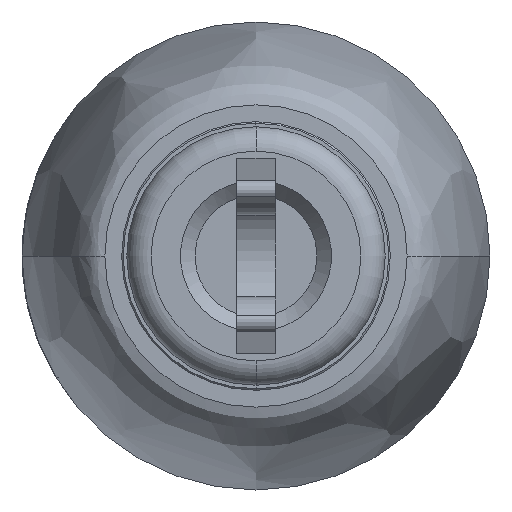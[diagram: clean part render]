
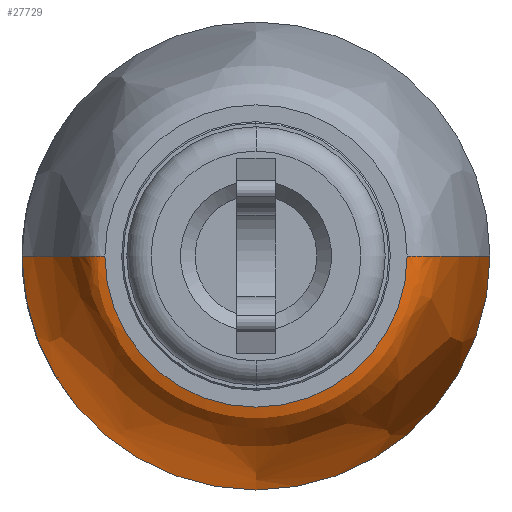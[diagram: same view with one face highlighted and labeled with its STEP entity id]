
A CAD part, left-side view. The second image highlights one B-rep face of the part: STEP entity #27729.
In plain terms, the highlighted free-form (B-spline) face has degree [3, 3] with [6, 4] control points.
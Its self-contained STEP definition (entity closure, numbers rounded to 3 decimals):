
#143 = CARTESIAN_POINT ( 'NONE',  ( 6.753, -4.294, 0. ) ) ;
#805 = ORIENTED_EDGE ( 'NONE', *, *, #15255, .T. ) ;
#1022 = EDGE_LOOP ( 'NONE', ( #30097, #805, #22274, #15406, #23968 ) ) ;
#1208 = CARTESIAN_POINT ( 'NONE',  ( 13.822, -4.8, 0. ) ) ;
#1297 = CARTESIAN_POINT ( 'NONE',  ( 10.153, 4.759, -9.518 ) ) ;
#1419 = CARTESIAN_POINT ( 'NONE',  ( 13.398, -4.8, 0. ) ) ;
#1669 = CARTESIAN_POINT ( 'NONE',  ( 4.822, -3.1, -6.2 ) ) ;
#1780 = CARTESIAN_POINT ( 'NONE',  ( 13.398, -4.8, -9.6 ) ) ;
#2991 = EDGE_CURVE ( 'NONE', #31154, #33051, #29891, .T. ) ;
#3033 = CARTESIAN_POINT ( 'NONE',  ( 4.822, -3.1, 0. ) ) ;
#4324 = CARTESIAN_POINT ( 'NONE',  ( 10.153, 4.759, 0. ) ) ;
#4555 = CARTESIAN_POINT ( 'NONE',  ( 4.822, -3.71, -7.421 ) ) ;
#4904 = CARTESIAN_POINT ( 'NONE',  ( 13.822, 4.8, 0. ) ) ;
#5240 = DIRECTION ( 'NONE',  ( 0., 0., 1. ) ) ;
#6239 = FACE_OUTER_BOUND ( 'NONE', #1022, .T. ) ;
#6815 = CARTESIAN_POINT ( 'NONE',  ( 10.153, -4.759, 0. ) ) ;
#7206 = CARTESIAN_POINT ( 'NONE',  ( 13.822, 4.8, -9.6 ) ) ;
#7725 = CIRCLE ( 'NONE', #18172, 4.8 ) ;
#7834 = CARTESIAN_POINT ( 'NONE',  ( 13.822, -4.8, 0. ) ) ;
#9415 = CARTESIAN_POINT ( 'NONE',  ( 13.822, 0., 0. ) ) ;
#9575 = CARTESIAN_POINT ( 'NONE',  ( 4.822, -3.1, 0. ) ) ;
#9645 = DIRECTION ( 'NONE',  ( -1., 0., 0. ) ) ;
#9823 = CARTESIAN_POINT ( 'NONE',  ( 13.398, 4.8, -9.6 ) ) ;
#11239 = VERTEX_POINT ( 'NONE', #1208 ) ;
#12269 = CARTESIAN_POINT ( 'NONE',  ( 4.822, 3.71, 0. ) ) ;
#12378 = CARTESIAN_POINT ( 'NONE',  ( 13.822, 0., 0. ) ) ;
#14141 = CARTESIAN_POINT ( 'NONE',  ( 4.822, -3.71, 0. ) ) ;
#14869 = CARTESIAN_POINT ( 'NONE',  ( 13.822, 0., -4.8 ) ) ;
#14981 = DIRECTION ( 'NONE',  ( -1., 0., 0. ) ) ;
#15255 = EDGE_CURVE ( 'NONE', #11239, #33051, #20319, .T. ) ;
#15339 = CARTESIAN_POINT ( 'NONE',  ( 4.822, 3.71, 0. ) ) ;
#15406 = ORIENTED_EDGE ( 'NONE', *, *, #18393, .F. ) ;
#15982 = VERTEX_POINT ( 'NONE', #14869 ) ;
#16637 = VERTEX_POINT ( 'NONE', #4904 ) ;
#17421 = CARTESIAN_POINT ( 'NONE',  ( 6.753, 4.294, 0. ) ) ;
#18078 = CARTESIAN_POINT ( 'NONE',  ( 13.398, 4.8, 0. ) ) ;
#18172 = AXIS2_PLACEMENT_3D ( 'NONE', #9415, #31427, #33982 ) ;
#18198 = CARTESIAN_POINT ( 'NONE',  ( 13.822, -4.8, 0. ) ) ;
#18393 = EDGE_CURVE ( 'NONE', #16637, #31154, #21620, .T. ) ;
#18394 = AXIS2_PLACEMENT_3D ( 'NONE', #26034, #9645, #5240 ) ;
#18724 = CARTESIAN_POINT ( 'NONE',  ( 13.398, -4.8, 0. ) ) ;
#18968 = CARTESIAN_POINT ( 'NONE',  ( 10.153, -4.759, 0. ) ) ;
#20319 = B_SPLINE_CURVE_WITH_KNOTS ( 'NONE', 3,
 ( #7834, #18724, #18968, #143, #14141, #3033 ),
 .UNSPECIFIED., .F., .F.,
 ( 4, 1, 1, 4 ),
 ( 0., 0.429, 0.529, 1. ),
 .UNSPECIFIED. ) ;
#20481 = CARTESIAN_POINT ( 'NONE',  ( 10.153, -4.759, -9.518 ) ) ;
#20527 = CARTESIAN_POINT ( 'NONE',  ( 10.153, 4.759, 0. ) ) ;
#20716 = CARTESIAN_POINT ( 'NONE',  ( 13.822, -4.8, -9.6 ) ) ;
#20952 = CARTESIAN_POINT ( 'NONE',  ( 6.753, -4.294, -8.588 ) ) ;
#21170 = CARTESIAN_POINT ( 'NONE',  ( 4.822, -3.1, 0. ) ) ;
#21620 = B_SPLINE_CURVE_WITH_KNOTS ( 'NONE', 3,
 ( #23132, #33939, #20527, #17421, #12269, #22885 ),
 .UNSPECIFIED., .F., .F.,
 ( 4, 1, 1, 4 ),
 ( 0., 0.429, 0.529, 1. ),
 .UNSPECIFIED. ) ;
#22274 = ORIENTED_EDGE ( 'NONE', *, *, #2991, .F. ) ;
#22885 = CARTESIAN_POINT ( 'NONE',  ( 4.822, 3.1, 0. ) ) ;
#23132 = CARTESIAN_POINT ( 'NONE',  ( 13.822, 4.8, 0. ) ) ;
#23569 = CARTESIAN_POINT ( 'NONE',  ( 4.822, 3.71, -7.421 ) ) ;
#23669 = EDGE_CURVE ( 'NONE', #16637, #15982, #7725, .T. ) ;
#23691 = CARTESIAN_POINT ( 'NONE',  ( 4.822, 3.1, 0. ) ) ;
#23968 = ORIENTED_EDGE ( 'NONE', *, *, #23669, .T. ) ;
#25953 = CARTESIAN_POINT ( 'NONE',  ( 4.822, 3.1, -6.2 ) ) ;
#26034 = CARTESIAN_POINT ( 'NONE',  ( 4.822, 0., 0. ) ) ;
#26195 = CARTESIAN_POINT ( 'NONE',  ( 13.822, 4.8, 0. ) ) ;
#27729 = ADVANCED_FACE ( 'NONE', ( #6239 ), #35279, .F. ) ;
#28948 = CARTESIAN_POINT ( 'NONE',  ( 6.753, 4.294, 0. ) ) ;
#29095 = DIRECTION ( 'NONE',  ( 0., 0., 1. ) ) ;
#29184 = CARTESIAN_POINT ( 'NONE',  ( 6.753, -4.294, 0. ) ) ;
#29891 = CIRCLE ( 'NONE', #18394, 3.1 ) ;
#30097 = ORIENTED_EDGE ( 'NONE', *, *, #30281, .T. ) ;
#30281 = EDGE_CURVE ( 'NONE', #15982, #11239, #31931, .T. ) ;
#30716 = CARTESIAN_POINT ( 'NONE',  ( 4.822, 3.1, 0. ) ) ;
#31154 = VERTEX_POINT ( 'NONE', #30716 ) ;
#31352 = AXIS2_PLACEMENT_3D ( 'NONE', #12378, #14981, #29095 ) ;
#31427 = DIRECTION ( 'NONE',  ( -1., 0., 0. ) ) ;
#31711 = CARTESIAN_POINT ( 'NONE',  ( 6.753, 4.294, -8.588 ) ) ;
#31931 = CIRCLE ( 'NONE', #31352, 4.8 ) ;
#33051 = VERTEX_POINT ( 'NONE', #21170 ) ;
#33939 = CARTESIAN_POINT ( 'NONE',  ( 13.398, 4.8, 0. ) ) ;
#33982 = DIRECTION ( 'NONE',  ( 0., 0., 1. ) ) ;
#34508 = CARTESIAN_POINT ( 'NONE',  ( 4.822, -3.71, 0. ) ) ;
#35279 =( BOUNDED_SURFACE ( )  B_SPLINE_SURFACE ( 3, 3, ( 
 ( #26195, #7206, #20716, #18198 ),
 ( #18078, #9823, #1780, #1419 ),
 ( #4324, #1297, #20481, #6815 ),
 ( #28948, #31711, #20952, #29184 ),
 ( #15339, #23569, #4555, #34508 ),
 ( #23691, #25953, #1669, #9575 ) ),
 .UNSPECIFIED., .F., .F., .F. ) 
 B_SPLINE_SURFACE_WITH_KNOTS ( ( 4, 1, 1, 4 ),
 ( 4, 4 ),
 ( 0., 0.429, 0.529, 1. ),
 ( 0., 1. ),
 .UNSPECIFIED. ) 
 GEOMETRIC_REPRESENTATION_ITEM ( )  RATIONAL_B_SPLINE_SURFACE ( (
 ( 1., 0.333, 0.333, 1.),
 ( 1., 0.333, 0.333, 1.),
 ( 1., 0.333, 0.333, 1.),
 ( 1., 0.333, 0.333, 1.),
 ( 1., 0.333, 0.333, 1.),
 ( 1., 0.333, 0.333, 1.) ) ) 
 REPRESENTATION_ITEM ( '' )  SURFACE ( )  );
